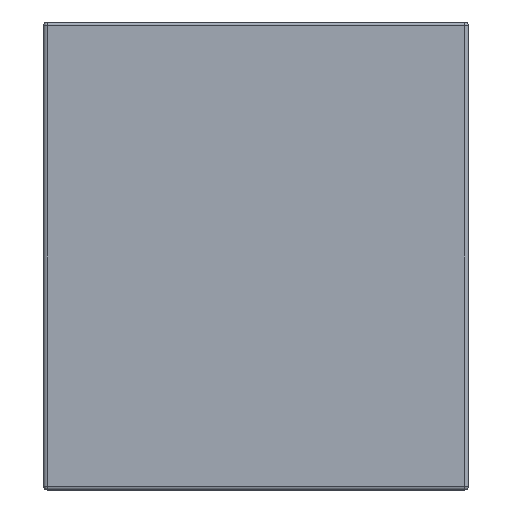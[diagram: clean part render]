
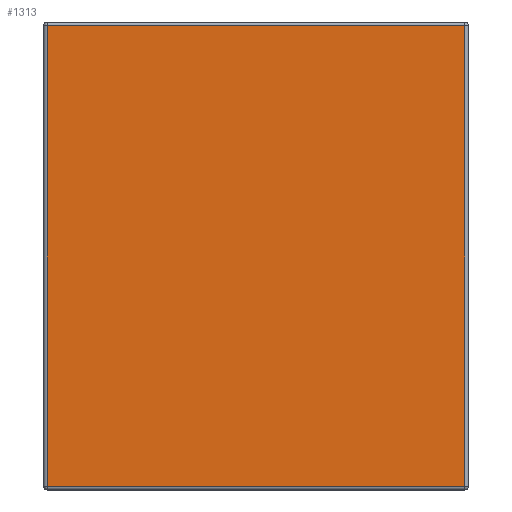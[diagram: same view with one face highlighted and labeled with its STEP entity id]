
A CAD part, left-side view. The second image highlights one B-rep face of the part: STEP entity #1313.
In plain terms, the highlighted planar face has unit normal (-1, 0, 0).
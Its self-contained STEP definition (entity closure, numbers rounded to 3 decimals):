
#52 = LINE ( 'NONE', #687, #1434 ) ;
#63 = DIRECTION ( 'NONE',  ( 0., 0., -1. ) ) ;
#152 = VECTOR ( 'NONE', #1941, 1000. ) ;
#184 = CARTESIAN_POINT ( 'NONE',  ( -6.7, 0.05, 0. ) ) ;
#293 = ORIENTED_EDGE ( 'NONE', *, *, #1830, .T. ) ;
#348 = EDGE_CURVE ( 'NONE', #1040, #983, #52, .T. ) ;
#496 = PLANE ( 'NONE',  #1754 ) ;
#506 = DIRECTION ( 'NONE',  ( 0., 0., 1. ) ) ;
#629 = VERTEX_POINT ( 'NONE', #1045 ) ;
#661 = LINE ( 'NONE', #1259, #845 ) ;
#687 = CARTESIAN_POINT ( 'NONE',  ( -6.7, 5.85, 0. ) ) ;
#690 = ORIENTED_EDGE ( 'NONE', *, *, #348, .T. ) ;
#705 = CARTESIAN_POINT ( 'NONE',  ( -6.7, 5.85, -6.45 ) ) ;
#845 = VECTOR ( 'NONE', #1854, 1000. ) ;
#857 = LINE ( 'NONE', #1336, #152 ) ;
#983 = VERTEX_POINT ( 'NONE', #705 ) ;
#1040 = VERTEX_POINT ( 'NONE', #1431 ) ;
#1045 = CARTESIAN_POINT ( 'NONE',  ( -6.7, 0.05, -6.45 ) ) ;
#1150 = ORIENTED_EDGE ( 'NONE', *, *, #1708, .T. ) ;
#1210 = DIRECTION ( 'NONE',  ( -1., 0., 0. ) ) ;
#1259 = CARTESIAN_POINT ( 'NONE',  ( -6.7, 5.9, -0.05 ) ) ;
#1265 = EDGE_CURVE ( 'NONE', #629, #1403, #1682, .T. ) ;
#1313 = ADVANCED_FACE ( 'NONE', ( #1842 ), #496, .T. ) ;
#1336 = CARTESIAN_POINT ( 'NONE',  ( -6.7, 5.9, -6.45 ) ) ;
#1403 = VERTEX_POINT ( 'NONE', #1755 ) ;
#1431 = CARTESIAN_POINT ( 'NONE',  ( -6.7, 5.85, -0.05 ) ) ;
#1434 = VECTOR ( 'NONE', #63, 1000. ) ;
#1469 = EDGE_LOOP ( 'NONE', ( #1150, #690, #293, #1650 ) ) ;
#1545 = DIRECTION ( 'NONE',  ( 0., 0., 1. ) ) ;
#1650 = ORIENTED_EDGE ( 'NONE', *, *, #1265, .T. ) ;
#1682 = LINE ( 'NONE', #184, #1813 ) ;
#1696 = CARTESIAN_POINT ( 'NONE',  ( -6.7, 5.9, 0. ) ) ;
#1708 = EDGE_CURVE ( 'NONE', #1403, #1040, #661, .T. ) ;
#1754 = AXIS2_PLACEMENT_3D ( 'NONE', #1696, #1210, #1545 ) ;
#1755 = CARTESIAN_POINT ( 'NONE',  ( -6.7, 0.05, -0.05 ) ) ;
#1813 = VECTOR ( 'NONE', #506, 1000. ) ;
#1830 = EDGE_CURVE ( 'NONE', #983, #629, #857, .T. ) ;
#1842 = FACE_OUTER_BOUND ( 'NONE', #1469, .T. ) ;
#1854 = DIRECTION ( 'NONE',  ( 0., 1., 0. ) ) ;
#1941 = DIRECTION ( 'NONE',  ( 0., -1., 0. ) ) ;
